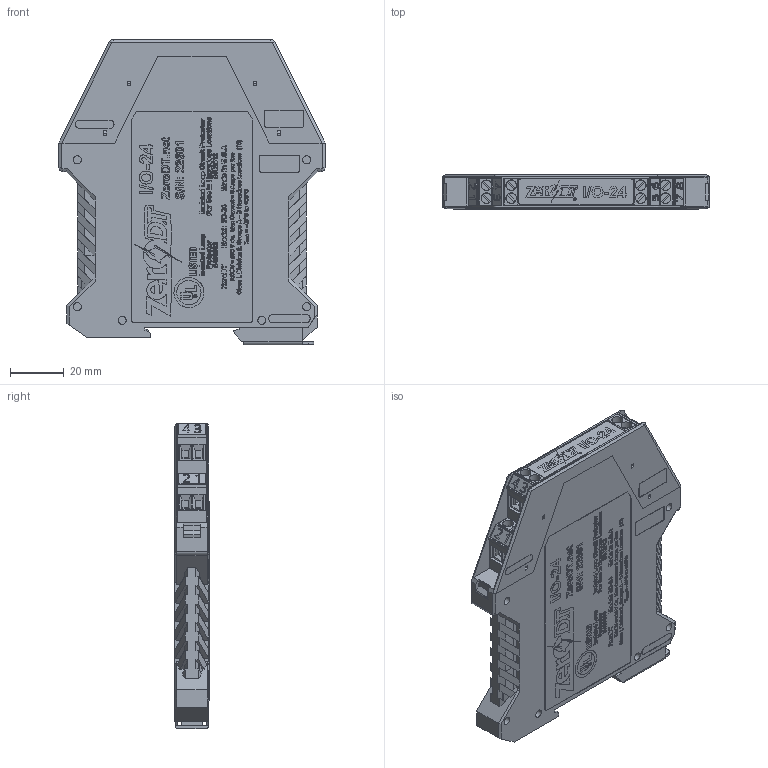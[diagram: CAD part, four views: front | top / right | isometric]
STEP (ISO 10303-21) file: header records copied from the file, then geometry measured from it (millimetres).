
FILE_DESCRIPTION(/* description */ ('STEP AP214'),/* implementation_level */ '2;1');
FILE_NAME(/* name */ '61969238c88b663b4a177333',/* time_stamp */ '2021-11-18T17:50:05+00:00',/* author */ (''),/* organization */ (''),/* preprocessor_version */ 'ST-DEVELOPER v18.1',/* originating_system */ ' ',/* authorisation */ ' ');
FILE_SCHEMA (('AUTOMOTIVE_DESIGN {1 0 10303 214 3 1 1}'));
Products named in the file (1): I/O-24
Bounding box: 99 x 12.66 x 113.76 mm (x, y, z)
Volume: 52172.9 mm3; surface area: 65495.2 mm2
Topology: 1 solids, 3 shells, 12051 faces, 34991 edges, 23268 vertices
Faces by surface type: plane 11742, cylinder 187, bspline 114, cone 8
Full cylindrical faces by diameter (mm): 0.908 x1, 1.016 x1, 1.2 x5, 1.4 x16, 3 x12, 3.8 x8, 4 x8
Entity records: 461028 total; most frequent: CARTESIAN_POINT 71588, ORIENTED_EDGE 69810, DIRECTION 58952, EDGE_CURVE 34905, LINE 34210, VECTOR 34210, VERTEX_POINT 23233, EDGE_LOOP 12566
